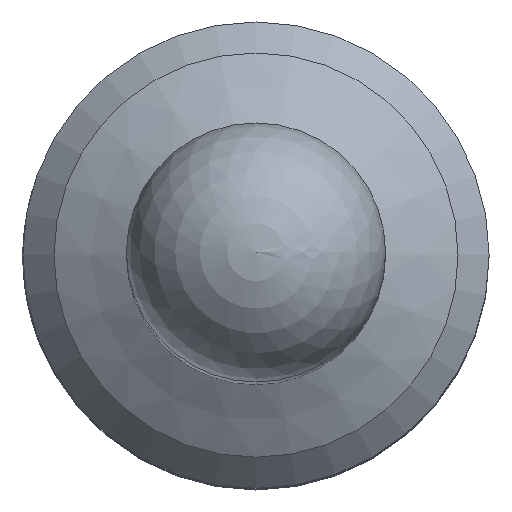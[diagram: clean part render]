
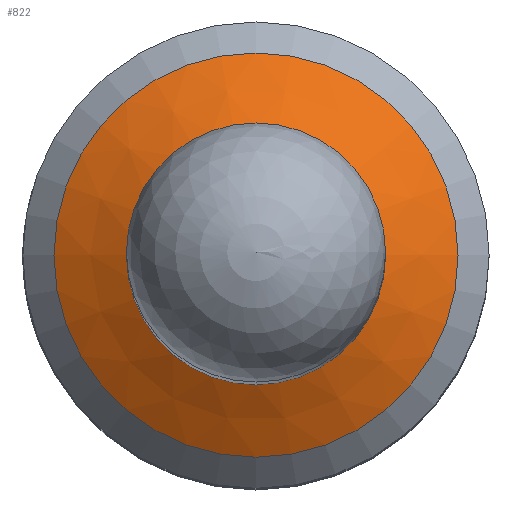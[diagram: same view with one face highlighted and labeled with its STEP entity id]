
A CAD part, top view. The second image highlights one B-rep face of the part: STEP entity #822.
In plain terms, the highlighted conical face has half-angle 60 degrees and reference radius 1.35 mm.
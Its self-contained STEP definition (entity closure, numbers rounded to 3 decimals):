
#633=CONICAL_SURFACE('',#3459,1.35,60.);
#822=ADVANCED_FACE('',(#1019,#1020),#633,.T.);
#1019=FACE_BOUND('',#1092,.T.);
#1020=FACE_BOUND('',#1093,.T.);
#1092=EDGE_LOOP('',(#1315));
#1093=EDGE_LOOP('',(#1316));
#1315=ORIENTED_EDGE('',*,*,#2079,.T.);
#1316=ORIENTED_EDGE('',*,*,#2078,.F.);
#1878=VERTEX_POINT('',#4853);
#1879=VERTEX_POINT('',#4856);
#2078=EDGE_CURVE('',#1878,#1878,#2361,.T.);
#2079=EDGE_CURVE('',#1879,#1879,#2362,.T.);
#2361=CIRCLE('',#3456,1.25);
#2362=CIRCLE('',#3458,1.95);
#3456=AXIS2_PLACEMENT_3D('',#4852,#3857,#3858);
#3458=AXIS2_PLACEMENT_3D('',#4855,#3861,#3862);
#3459=AXIS2_PLACEMENT_3D('',#4857,#3863,#3864);
#3857=DIRECTION('',(0.,0.,1.));
#3858=DIRECTION('',(-1.,0.,0.));
#3861=DIRECTION('',(0.,0.,1.));
#3862=DIRECTION('',(-1.,0.,0.));
#3863=DIRECTION('',(0.,0.,-1.));
#3864=DIRECTION('',(1.,0.,0.));
#4852=CARTESIAN_POINT('',(0.,0.,9.9));
#4853=CARTESIAN_POINT('',(-1.25,0.,9.9));
#4855=CARTESIAN_POINT('',(0.,0.,9.496));
#4856=CARTESIAN_POINT('',(-1.95,0.,9.496));
#4857=CARTESIAN_POINT('',(0.,0.,9.842));
